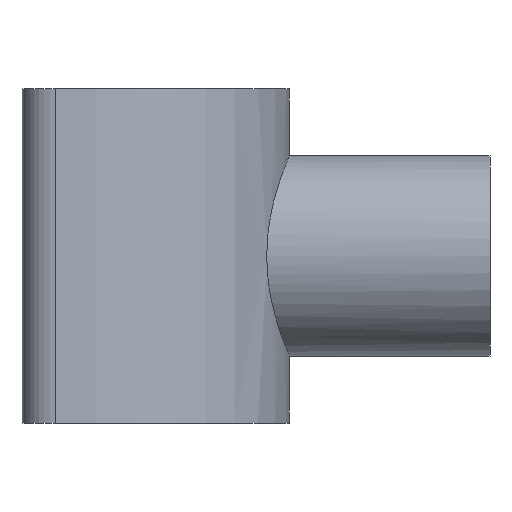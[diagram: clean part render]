
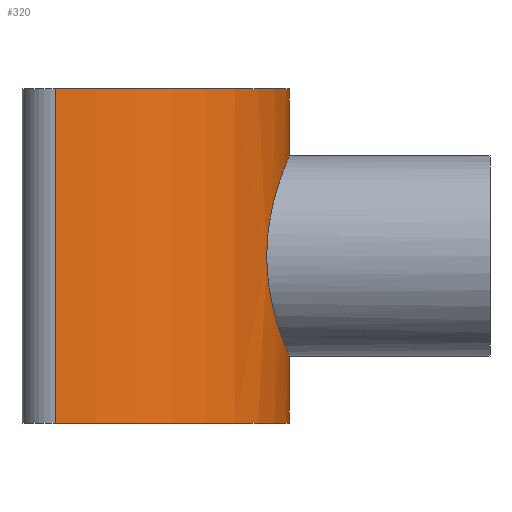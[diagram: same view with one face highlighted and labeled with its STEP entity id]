
A CAD part, front view. The second image highlights one B-rep face of the part: STEP entity #320.
In plain terms, the highlighted cylindrical face has radius 7 mm (diameter 14 mm), a partial arc.
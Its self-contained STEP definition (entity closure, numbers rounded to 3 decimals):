
#198 = VERTEX_POINT('',#199);
#199 = CARTESIAN_POINT('',(-5.,-7.,5.));
#206 = EDGE_CURVE('',#207,#198,#209,.T.);
#207 = VERTEX_POINT('',#208);
#208 = CARTESIAN_POINT('',(-5.,-7.,-5.));
#209 = LINE('',#210,#211);
#210 = CARTESIAN_POINT('',(-5.,-7.,-5.));
#211 = VECTOR('',#212,1.);
#212 = DIRECTION('',(0.,0.,1.));
#231 = VERTEX_POINT('',#232);
#232 = CARTESIAN_POINT('',(-5.,7.,-5.));
#239 = EDGE_CURVE('',#207,#231,#240,.T.);
#240 = CIRCLE('',#241,7.);
#241 = AXIS2_PLACEMENT_3D('',#242,#243,#244);
#242 = CARTESIAN_POINT('',(-5.,0.,-5.));
#243 = DIRECTION('',(0.,0.,1.));
#244 = DIRECTION('',(1.,0.,0.));
#257 = VERTEX_POINT('',#258);
#258 = CARTESIAN_POINT('',(-5.,7.,5.));
#265 = EDGE_CURVE('',#198,#257,#266,.T.);
#266 = CIRCLE('',#267,7.);
#267 = AXIS2_PLACEMENT_3D('',#268,#269,#270);
#268 = CARTESIAN_POINT('',(-5.,0.,5.));
#269 = DIRECTION('',(0.,0.,1.));
#270 = DIRECTION('',(1.,0.,0.));
#281 = EDGE_CURVE('',#231,#257,#282,.T.);
#282 = LINE('',#283,#284);
#283 = CARTESIAN_POINT('',(-5.,7.,-5.));
#284 = VECTOR('',#285,1.);
#285 = DIRECTION('',(0.,0.,1.));
#320 = ADVANCED_FACE('',(#321,#327),#455,.T.);
#321 = FACE_BOUND('',#322,.F.);
#322 = EDGE_LOOP('',(#323,#324,#325,#326));
#323 = ORIENTED_EDGE('',*,*,#206,.T.);
#324 = ORIENTED_EDGE('',*,*,#265,.T.);
#325 = ORIENTED_EDGE('',*,*,#281,.F.);
#326 = ORIENTED_EDGE('',*,*,#239,.F.);
#327 = FACE_BOUND('',#328,.F.);
#328 = EDGE_LOOP('',(#329,#363,#420));
#329 = ORIENTED_EDGE('',*,*,#330,.T.);
#330 = EDGE_CURVE('',#331,#333,#335,.T.);
#331 = VERTEX_POINT('',#332);
#332 = CARTESIAN_POINT('',(1.325,3.,0.));
#333 = VERTEX_POINT('',#334);
#334 = CARTESIAN_POINT('',(2.,0.,3.));
#335 = B_SPLINE_CURVE_WITH_KNOTS('',6,(#336,#337,#338,#339,#340,#341,
    #342,#343,#344,#345,#346,#347,#348,#349,#350,#351,#352,#353,#354,
    #355,#356,#357,#358,#359,#360,#361,#362),.UNSPECIFIED.,.F.,.F.,(7,5,
    5,5,5,7),(0.,0.222,0.536,0.63,
    0.748,1.),.UNSPECIFIED.);
#336 = CARTESIAN_POINT('',(1.325,3.,0.));
#337 = CARTESIAN_POINT('',(1.325,3.,0.154));
#338 = CARTESIAN_POINT('',(1.329,2.99,0.308)
  );
#339 = CARTESIAN_POINT('',(1.338,2.971,0.462));
#340 = CARTESIAN_POINT('',(1.351,2.943,0.615)
  );
#341 = CARTESIAN_POINT('',(1.369,2.905,0.766)
  );
#342 = CARTESIAN_POINT('',(1.42,2.79,1.125)
  );
#343 = CARTESIAN_POINT('',(1.458,2.704,1.33)
  );
#344 = CARTESIAN_POINT('',(1.502,2.598,1.53)
  );
#345 = CARTESIAN_POINT('',(1.551,2.473,1.723)
  );
#346 = CARTESIAN_POINT('',(1.604,2.328,1.907)
  );
#347 = CARTESIAN_POINT('',(1.674,2.112,2.132)
  );
#348 = CARTESIAN_POINT('',(1.69,2.06,2.183)
  );
#349 = CARTESIAN_POINT('',(1.707,2.006,2.233)
  );
#350 = CARTESIAN_POINT('',(1.723,1.951,2.281)
  );
#351 = CARTESIAN_POINT('',(1.739,1.893,2.329)
  );
#352 = CARTESIAN_POINT('',(1.776,1.758,2.432)
  );
#353 = CARTESIAN_POINT('',(1.796,1.68,2.488)
  );
#354 = CARTESIAN_POINT('',(1.816,1.599,2.542)
  );
#355 = CARTESIAN_POINT('',(1.835,1.515,2.592)
  );
#356 = CARTESIAN_POINT('',(1.854,1.427,2.641)
  );
#357 = CARTESIAN_POINT('',(1.909,1.144,2.782)
  );
#358 = CARTESIAN_POINT('',(1.943,0.935,2.865)
  );
#359 = CARTESIAN_POINT('',(1.971,0.712,2.931)
  );
#360 = CARTESIAN_POINT('',(1.99,0.479,2.977)
  );
#361 = CARTESIAN_POINT('',(2.,0.241,3.));
#362 = CARTESIAN_POINT('',(2.,0.,3.));
#363 = ORIENTED_EDGE('',*,*,#364,.T.);
#364 = EDGE_CURVE('',#333,#365,#367,.T.);
#365 = VERTEX_POINT('',#366);
#366 = CARTESIAN_POINT('',(2.,0.,-3.));
#367 = B_SPLINE_CURVE_WITH_KNOTS('',6,(#368,#369,#370,#371,#372,#373,
    #374,#375,#376,#377,#378,#379,#380,#381,#382,#383,#384,#385,#386,
    #387,#388,#389,#390,#391,#392,#393,#394,#395,#396,#397,#398,#399,
    #400,#401,#402,#403,#404,#405,#406,#407,#408,#409,#410,#411,#412,
    #413,#414,#415,#416,#417,#418,#419),.UNSPECIFIED.,.F.,.F.,(7,5,5,5,5
    ,5,5,5,5,5,7),(0.,0.079,0.185,0.231,
    0.389,0.5,0.611,0.768,
    0.815,0.874,1.),.UNSPECIFIED.);
#368 = CARTESIAN_POINT('',(2.,0.,3.));
#369 = CARTESIAN_POINT('',(2.,-0.151,3.));
#370 = CARTESIAN_POINT('',(1.996,-0.302,2.991
    ));
#371 = CARTESIAN_POINT('',(1.988,-0.452,2.973
    ));
#372 = CARTESIAN_POINT('',(1.977,-0.598,2.946
    ));
#373 = CARTESIAN_POINT('',(1.962,-0.741,2.911
    ));
#374 = CARTESIAN_POINT('',(1.921,-1.062,2.812)
  );
#375 = CARTESIAN_POINT('',(1.893,-1.237,2.743
    ));
#376 = CARTESIAN_POINT('',(1.862,-1.402,2.663)
  );
#377 = CARTESIAN_POINT('',(1.827,-1.556,2.574)
  );
#378 = CARTESIAN_POINT('',(1.792,-1.701,2.477
    ));
#379 = CARTESIAN_POINT('',(1.74,-1.892,2.329
    ));
#380 = CARTESIAN_POINT('',(1.724,-1.948,2.284
    ));
#381 = CARTESIAN_POINT('',(1.708,-2.001,2.237
    ));
#382 = CARTESIAN_POINT('',(1.692,-2.053,2.189
    ));
#383 = CARTESIAN_POINT('',(1.677,-2.103,2.14
    ));
#384 = CARTESIAN_POINT('',(1.607,-2.32,1.917)
  );
#385 = CARTESIAN_POINT('',(1.553,-2.468,1.732)
  );
#386 = CARTESIAN_POINT('',(1.504,-2.594,1.537
    ));
#387 = CARTESIAN_POINT('',(1.459,-2.701,1.336
    ));
#388 = CARTESIAN_POINT('',(1.421,-2.789,1.128
    ));
#389 = CARTESIAN_POINT('',(1.369,-2.904,0.768
    ));
#390 = CARTESIAN_POINT('',(1.352,-2.942,0.617
    ));
#391 = CARTESIAN_POINT('',(1.338,-2.971,0.465
    ));
#392 = CARTESIAN_POINT('',(1.329,-2.99,0.312
    ));
#393 = CARTESIAN_POINT('',(1.325,-3.,0.158
    ));
#394 = CARTESIAN_POINT('',(1.324,-3.,-0.151)
  );
#395 = CARTESIAN_POINT('',(1.329,-2.991,
    -0.306));
#396 = CARTESIAN_POINT('',(1.338,-2.972,
    -0.46));
#397 = CARTESIAN_POINT('',(1.351,-2.943,-0.613
    ));
#398 = CARTESIAN_POINT('',(1.369,-2.905,-0.765)
  );
#399 = CARTESIAN_POINT('',(1.42,-2.79,
    -1.125));
#400 = CARTESIAN_POINT('',(1.458,-2.704,
    -1.33));
#401 = CARTESIAN_POINT('',(1.502,-2.598,
    -1.53));
#402 = CARTESIAN_POINT('',(1.551,-2.473,-1.723
    ));
#403 = CARTESIAN_POINT('',(1.604,-2.328,-1.907
    ));
#404 = CARTESIAN_POINT('',(1.674,-2.112,
    -2.132));
#405 = CARTESIAN_POINT('',(1.69,-2.06,-2.183
    ));
#406 = CARTESIAN_POINT('',(1.707,-2.006,
    -2.233));
#407 = CARTESIAN_POINT('',(1.723,-1.951,
    -2.281));
#408 = CARTESIAN_POINT('',(1.739,-1.893,
    -2.329));
#409 = CARTESIAN_POINT('',(1.776,-1.758,-2.432
    ));
#410 = CARTESIAN_POINT('',(1.796,-1.68,
    -2.488));
#411 = CARTESIAN_POINT('',(1.816,-1.599,
    -2.542));
#412 = CARTESIAN_POINT('',(1.835,-1.515,
    -2.592));
#413 = CARTESIAN_POINT('',(1.854,-1.427,
    -2.641));
#414 = CARTESIAN_POINT('',(1.909,-1.144,
    -2.782));
#415 = CARTESIAN_POINT('',(1.943,-0.935,
    -2.865));
#416 = CARTESIAN_POINT('',(1.971,-0.712,
    -2.931));
#417 = CARTESIAN_POINT('',(1.99,-0.479,
    -2.977));
#418 = CARTESIAN_POINT('',(2.,-0.241,-3.));
#419 = CARTESIAN_POINT('',(2.,0.,-3.));
#420 = ORIENTED_EDGE('',*,*,#421,.T.);
#421 = EDGE_CURVE('',#365,#331,#422,.T.);
#422 = B_SPLINE_CURVE_WITH_KNOTS('',6,(#423,#424,#425,#426,#427,#428,
    #429,#430,#431,#432,#433,#434,#435,#436,#437,#438,#439,#440,#441,
    #442,#443,#444,#445,#446,#447,#448,#449,#450,#451,#452,#453,#454),
  .UNSPECIFIED.,.F.,.F.,(7,5,5,5,5,5,7),(0.,0.159,
    0.371,0.461,0.778,0.997,1.),
  .UNSPECIFIED.);
#423 = CARTESIAN_POINT('',(2.,0.,-3.));
#424 = CARTESIAN_POINT('',(2.,0.151,-3.));
#425 = CARTESIAN_POINT('',(1.996,0.302,-2.991
    ));
#426 = CARTESIAN_POINT('',(1.988,0.452,-2.973
    ));
#427 = CARTESIAN_POINT('',(1.977,0.598,-2.946)
  );
#428 = CARTESIAN_POINT('',(1.962,0.741,-2.911)
  );
#429 = CARTESIAN_POINT('',(1.921,1.062,-2.812)
  );
#430 = CARTESIAN_POINT('',(1.893,1.237,-2.743
    ));
#431 = CARTESIAN_POINT('',(1.862,1.402,-2.663)
  );
#432 = CARTESIAN_POINT('',(1.827,1.556,-2.574)
  );
#433 = CARTESIAN_POINT('',(1.792,1.701,-2.477
    ));
#434 = CARTESIAN_POINT('',(1.74,1.892,-2.329
    ));
#435 = CARTESIAN_POINT('',(1.724,1.948,-2.284
    ));
#436 = CARTESIAN_POINT('',(1.708,2.001,-2.237
    ));
#437 = CARTESIAN_POINT('',(1.692,2.053,-2.189
    ));
#438 = CARTESIAN_POINT('',(1.677,2.103,-2.14
    ));
#439 = CARTESIAN_POINT('',(1.607,2.32,-1.917)
  );
#440 = CARTESIAN_POINT('',(1.553,2.468,-1.732)
  );
#441 = CARTESIAN_POINT('',(1.504,2.594,-1.537)
  );
#442 = CARTESIAN_POINT('',(1.459,2.701,-1.336
    ));
#443 = CARTESIAN_POINT('',(1.421,2.789,-1.128
    ));
#444 = CARTESIAN_POINT('',(1.37,2.904,-0.769)
  );
#445 = CARTESIAN_POINT('',(1.352,2.942,-0.621)
  );
#446 = CARTESIAN_POINT('',(1.339,2.97,-0.47)
  );
#447 = CARTESIAN_POINT('',(1.33,2.989,-0.318
    ));
#448 = CARTESIAN_POINT('',(1.325,2.999,-0.166
    ));
#449 = CARTESIAN_POINT('',(1.325,3.,
    -0.012));
#450 = CARTESIAN_POINT('',(1.325,3.,
    -0.009));
#451 = CARTESIAN_POINT('',(1.325,3.,
    -0.007));
#452 = CARTESIAN_POINT('',(1.325,3.,
    -0.005));
#453 = CARTESIAN_POINT('',(1.325,3.,-0.002));
#454 = CARTESIAN_POINT('',(1.325,3.,0.));
#455 = CYLINDRICAL_SURFACE('',#456,7.);
#456 = AXIS2_PLACEMENT_3D('',#457,#458,#459);
#457 = CARTESIAN_POINT('',(-5.,0.,-5.));
#458 = DIRECTION('',(-0.,-0.,-1.));
#459 = DIRECTION('',(1.,0.,0.));
